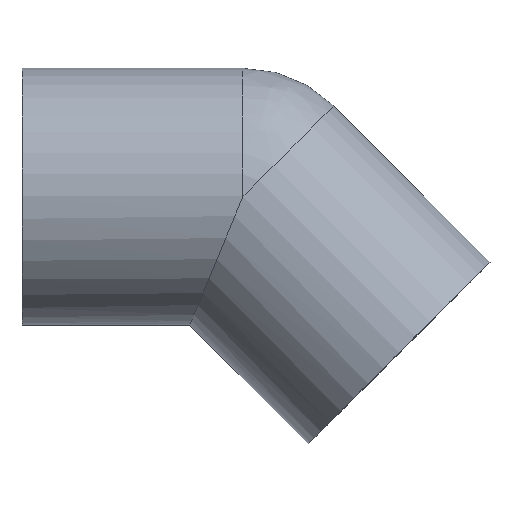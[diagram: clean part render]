
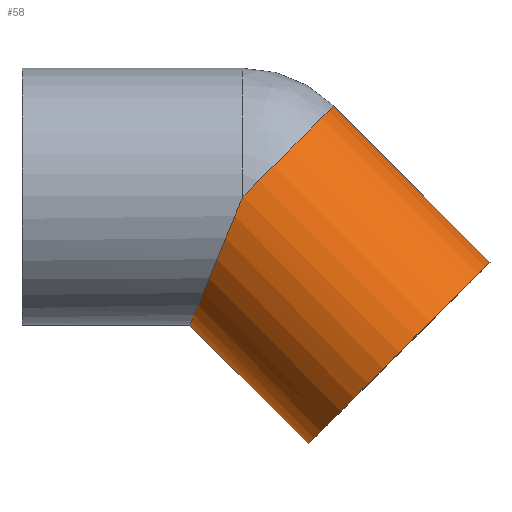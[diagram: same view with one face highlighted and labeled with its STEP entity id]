
A CAD part, top view. The second image highlights one B-rep face of the part: STEP entity #58.
In plain terms, the highlighted cylindrical face has radius 100 mm (diameter 200 mm), a full revolution.
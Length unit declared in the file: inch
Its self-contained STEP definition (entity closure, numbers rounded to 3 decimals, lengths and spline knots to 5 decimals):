
#6 = VERTEX_POINT ( 'NONE', #151 ) ;
#14 = CARTESIAN_POINT ( 'NONE',  ( 6.77165, 0., 3.93701 ) ) ;
#22 = VERTEX_POINT ( 'NONE', #65 ) ;
#30 = DIRECTION ( 'NONE',  ( 0.707, -0.707, 0. ) ) ;
#34 = EDGE_LOOP ( 'NONE', ( #223 ) ) ;
#41 = CARTESIAN_POINT ( 'NONE',  ( 6.77165, 0., 0. ) ) ;
#51 = DIRECTION ( 'NONE',  ( 0.707, -0.707, 0. ) ) ;
#56 = AXIS2_PLACEMENT_3D ( 'NONE', #181, #125, #176 ) ;
#58 = ADVANCED_FACE ( 'NONE', ( #103, #296 ), #249, .T. ) ;
#61 = AXIS2_PLACEMENT_3D ( 'NONE', #257, #30, #283 ) ;
#65 = CARTESIAN_POINT ( 'NONE',  ( 6.77165, 0., -3.93701 ) ) ;
#66 =( BOUNDED_CURVE ( )  B_SPLINE_CURVE ( 3, ( #14, #215, #122, #307 ),
 .UNSPECIFIED., .F., .T. ) 
 B_SPLINE_CURVE_WITH_KNOTS ( ( 4, 4 ),
 ( 1.5708, 4.71239 ),
 .UNSPECIFIED. ) 
 CURVE ( )  GEOMETRIC_REPRESENTATION_ITEM ( )  RATIONAL_B_SPLINE_CURVE ( ( 1., 0.333, 0.333, 1. ) ) 
 REPRESENTATION_ITEM ( '' )  );
#86 = EDGE_CURVE ( 'NONE', #237, #237, #159, .T. ) ;
#90 = ORIENTED_EDGE ( 'NONE', *, *, #234, .T. ) ;
#103 = FACE_OUTER_BOUND ( 'NONE', #34, .T. ) ;
#113 = EDGE_CURVE ( 'NONE', #22, #6, #123, .T. ) ;
#122 = CARTESIAN_POINT ( 'NONE',  ( 3.51013, -7.87402, -3.93701 ) ) ;
#123 = CIRCLE ( 'NONE', #194, 3.93701 ) ;
#125 = DIRECTION ( 'NONE',  ( -0.707, 0.707, 0. ) ) ;
#134 = DIRECTION ( 'NONE',  ( 0.707, 0.707, 0. ) ) ;
#151 = CARTESIAN_POINT ( 'NONE',  ( 6.77165, 0., 3.93701 ) ) ;
#159 = CIRCLE ( 'NONE', #56, 3.93701 ) ;
#172 = ORIENTED_EDGE ( 'NONE', *, *, #113, .T. ) ;
#176 = DIRECTION ( 'NONE',  ( 0.707, 0.707, 0. ) ) ;
#181 = CARTESIAN_POINT ( 'NONE',  ( 11.55994, -4.78828, 0. ) ) ;
#194 = AXIS2_PLACEMENT_3D ( 'NONE', #41, #51, #134 ) ;
#215 = CARTESIAN_POINT ( 'NONE',  ( 3.51013, -7.87402, 3.93701 ) ) ;
#223 = ORIENTED_EDGE ( 'NONE', *, *, #86, .T. ) ;
#234 = EDGE_CURVE ( 'NONE', #6, #22, #66, .T. ) ;
#237 = VERTEX_POINT ( 'NONE', #304 ) ;
#249 = CYLINDRICAL_SURFACE ( 'NONE', #61, 3.93701 ) ;
#257 = CARTESIAN_POINT ( 'NONE',  ( 9.16579, -2.39414, 0. ) ) ;
#283 = DIRECTION ( 'NONE',  ( 0.707, 0.707, 0. ) ) ;
#290 = EDGE_LOOP ( 'NONE', ( #90, #172 ) ) ;
#296 = FACE_OUTER_BOUND ( 'NONE', #290, .T. ) ;
#304 = CARTESIAN_POINT ( 'NONE',  ( 14.34382, -2.0044, 0. ) ) ;
#307 = CARTESIAN_POINT ( 'NONE',  ( 6.77165, 0., -3.93701 ) ) ;
